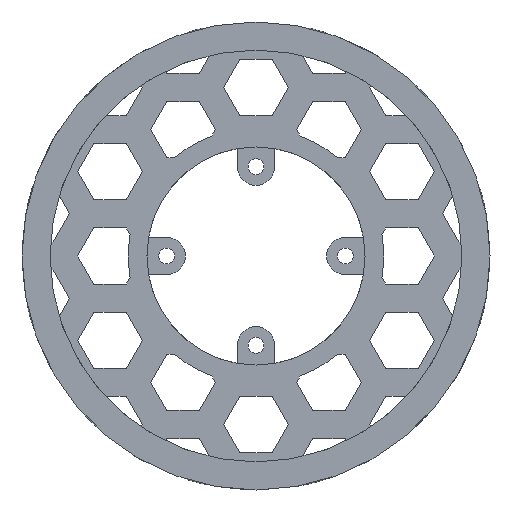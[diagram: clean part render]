
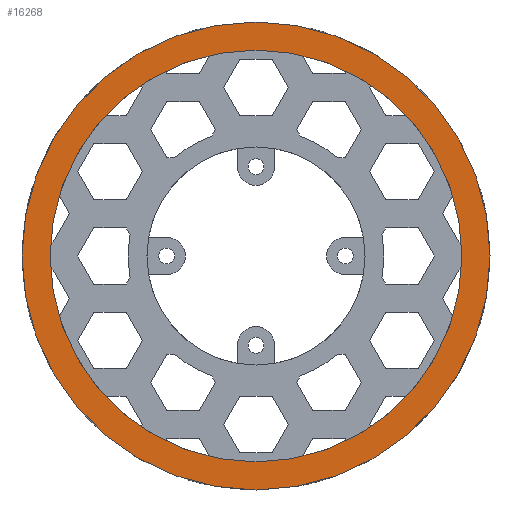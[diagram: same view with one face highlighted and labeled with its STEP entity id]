
A CAD part, front view. The second image highlights one B-rep face of the part: STEP entity #16268.
In plain terms, the highlighted planar face has unit normal (0, -1, 0).
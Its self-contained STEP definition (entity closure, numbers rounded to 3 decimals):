
#1047 = DIRECTION ( 'NONE',  ( 0., 1., 0. ) ) ;
#2296 = FACE_OUTER_BOUND ( 'NONE', #33144, .T. ) ;
#2687 = CARTESIAN_POINT ( 'NONE',  ( 0., 0., 0. ) ) ;
#5129 = CIRCLE ( 'NONE', #15001, 50. ) ;
#6464 = VERTEX_POINT ( 'NONE', #18362 ) ;
#6499 = CARTESIAN_POINT ( 'NONE',  ( 0., 0., 50. ) ) ;
#7371 = EDGE_CURVE ( 'NONE', #10124, #6464, #24623, .T. ) ;
#8944 = CARTESIAN_POINT ( 'NONE',  ( 0., 0., 0. ) ) ;
#10124 = VERTEX_POINT ( 'NONE', #6499 ) ;
#12954 = DIRECTION ( 'NONE',  ( 0., 1., 0. ) ) ;
#14035 = ORIENTED_EDGE ( 'NONE', *, *, #7371, .F. ) ;
#14417 = CIRCLE ( 'NONE', #29230, 44. ) ;
#14467 = CARTESIAN_POINT ( 'NONE',  ( 0., 0., 0. ) ) ;
#15001 = AXIS2_PLACEMENT_3D ( 'NONE', #14467, #32519, #24603 ) ;
#15043 = AXIS2_PLACEMENT_3D ( 'NONE', #15535, #12954, #28750 ) ;
#15316 = AXIS2_PLACEMENT_3D ( 'NONE', #2687, #20082, #18322 ) ;
#15535 = CARTESIAN_POINT ( 'NONE',  ( 0., 0., 0. ) ) ;
#15874 = PLANE ( 'NONE',  #15043 ) ;
#16268 = ADVANCED_FACE ( 'NONE', ( #2296, #26167 ), #15874, .F. ) ;
#16380 = CARTESIAN_POINT ( 'NONE',  ( 0., 0., -44. ) ) ;
#17019 = ORIENTED_EDGE ( 'NONE', *, *, #31588, .F. ) ;
#18322 = DIRECTION ( 'NONE',  ( 0., 0., 1. ) ) ;
#18362 = CARTESIAN_POINT ( 'NONE',  ( 0., 0., -50. ) ) ;
#19285 = DIRECTION ( 'NONE',  ( 0., 1., 0. ) ) ;
#20082 = DIRECTION ( 'NONE',  ( 0., 1., 0. ) ) ;
#20694 = CIRCLE ( 'NONE', #23971, 44. ) ;
#22101 = VERTEX_POINT ( 'NONE', #16380 ) ;
#23971 = AXIS2_PLACEMENT_3D ( 'NONE', #32358, #19285, #29933 ) ;
#24063 = EDGE_CURVE ( 'NONE', #22101, #33411, #14417, .T. ) ;
#24603 = DIRECTION ( 'NONE',  ( 0., 0., 1. ) ) ;
#24623 = CIRCLE ( 'NONE', #15316, 50. ) ;
#26167 = FACE_BOUND ( 'NONE', #28657, .T. ) ;
#28657 = EDGE_LOOP ( 'NONE', ( #32442, #32981 ) ) ;
#28750 = DIRECTION ( 'NONE',  ( 0., 0., 1. ) ) ;
#29180 = CARTESIAN_POINT ( 'NONE',  ( 0., 0., 44. ) ) ;
#29230 = AXIS2_PLACEMENT_3D ( 'NONE', #8944, #1047, #29571 ) ;
#29571 = DIRECTION ( 'NONE',  ( 0., 0., 1. ) ) ;
#29933 = DIRECTION ( 'NONE',  ( 0., 0., 1. ) ) ;
#29946 = EDGE_CURVE ( 'NONE', #33411, #22101, #20694, .T. ) ;
#31588 = EDGE_CURVE ( 'NONE', #6464, #10124, #5129, .T. ) ;
#32358 = CARTESIAN_POINT ( 'NONE',  ( 0., 0., 0. ) ) ;
#32442 = ORIENTED_EDGE ( 'NONE', *, *, #29946, .T. ) ;
#32519 = DIRECTION ( 'NONE',  ( 0., 1., 0. ) ) ;
#32981 = ORIENTED_EDGE ( 'NONE', *, *, #24063, .T. ) ;
#33144 = EDGE_LOOP ( 'NONE', ( #17019, #14035 ) ) ;
#33411 = VERTEX_POINT ( 'NONE', #29180 ) ;
